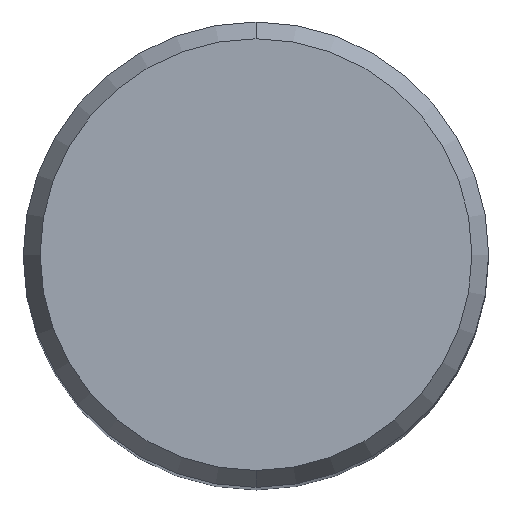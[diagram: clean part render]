
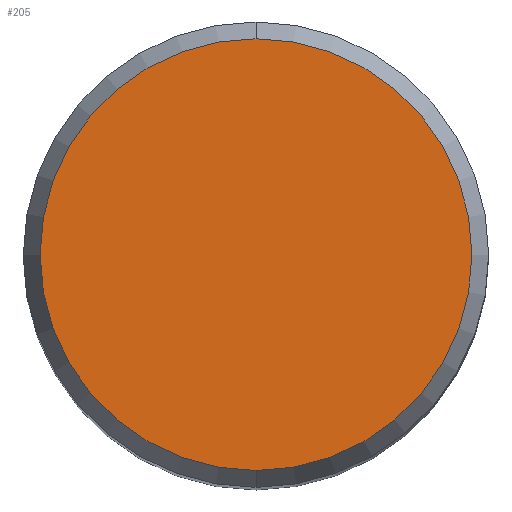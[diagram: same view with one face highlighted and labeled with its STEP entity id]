
A CAD part, top view. The second image highlights one B-rep face of the part: STEP entity #205.
In plain terms, the highlighted planar face has unit normal (0, 0, 1).
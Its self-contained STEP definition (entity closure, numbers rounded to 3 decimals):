
#205=ADVANCED_FACE('',(#501),#502,.T.);
#217=VERTEX_POINT('',#514);
#303=EDGE_CURVE('',#351,#217,#608,.T.);
#351=VERTEX_POINT('',#660);
#397=EDGE_CURVE('',#217,#351,#711,.T.);
#501=FACE_OUTER_BOUND('',#899,.T.);
#502=PLANE('',#900);
#514=CARTESIAN_POINT('',(0.0,7.423,51.709));
#608=CIRCLE('',#1116,7.423);
#660=CARTESIAN_POINT('',(0.,-7.423,51.709));
#711=CIRCLE('',#1307,7.423);
#899=EDGE_LOOP('',(#1469,#1470));
#900=AXIS2_PLACEMENT_3D('',#1471,#1472,#1473);
#1116=AXIS2_PLACEMENT_3D('',#1572,#1573,#1574);
#1307=AXIS2_PLACEMENT_3D('',#1674,#1675,#1676);
#1469=ORIENTED_EDGE('',*,*,#397,.F.);
#1470=ORIENTED_EDGE('',*,*,#303,.F.);
#1471=CARTESIAN_POINT('',(0.0,3.711,51.709));
#1472=DIRECTION('',(-0.0,0.0,1.0));
#1473=DIRECTION('',(0.0,-1.0,0.0));
#1572=CARTESIAN_POINT('',(0.0,0.0,51.709));
#1573=DIRECTION('',(0.0,0.0,-1.0));
#1574=DIRECTION('',(0.0,1.0,0.0));
#1674=CARTESIAN_POINT('',(0.0,0.0,51.709));
#1675=DIRECTION('',(0.0,0.0,-1.0));
#1676=DIRECTION('',(0.0,1.0,0.0));
